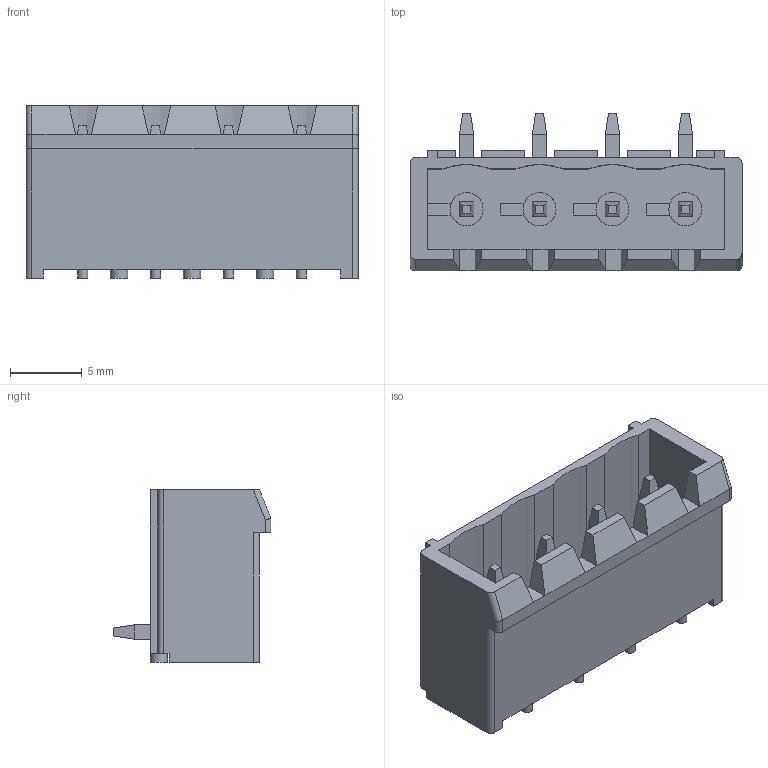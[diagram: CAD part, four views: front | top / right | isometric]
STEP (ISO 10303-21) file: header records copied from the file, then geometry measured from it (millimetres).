
FILE_DESCRIPTION( ( 'Unknown' ), '1' );
FILE_NAME( '691701540004B.stp', 'Unknown', ( 'Quentin LAIDEBEUR' ), ( 'WE' ), 'PSStep 15.0.49', 'Sample-box', ' ' );
FILE_SCHEMA( ( 'AUTOMOTIVE_DESIGN { 1 0 10303 214 1 1 1 1 }' ) );
Length unit declared in the file: millimetre
Products named in the file (3): Assem1; 04; 6917015400xxB_PIN
Assembly tree (5 placements, depth 2):
  Assem1
    04
    6917015400xxB_PIN  x4
Bounding box: 23.12 x 11 x 12 mm (x, y, z)
Volume: 787.5 mm3; surface area: 2166.5 mm2
Topology: 5 solids, 5 shells, 245 faces, 650 edges, 414 vertices
Faces by surface type: plane 214, cylinder 31
Full cylindrical faces by diameter (mm): 0.7 x4, 1.2 x3, 2.3 x4
Entity records: 7465 total; most frequent: CARTESIAN_POINT 1036, ORIENTED_EDGE 1016, DIRECTION 967, EDGE_CURVE 508, LINE 443, VECTOR 443, VERTEX_POINT 331, AXIS2_PLACEMENT_3D 262
